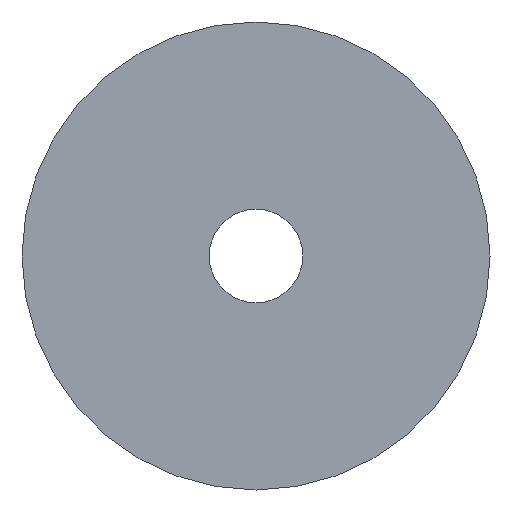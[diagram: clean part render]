
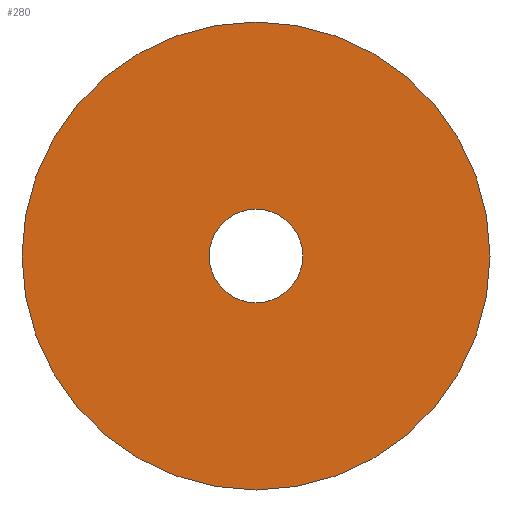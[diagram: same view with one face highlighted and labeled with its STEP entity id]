
A CAD part, front view. The second image highlights one B-rep face of the part: STEP entity #280.
In plain terms, the highlighted planar face has unit normal (0, -1, 0).
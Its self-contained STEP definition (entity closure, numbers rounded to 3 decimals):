
#27 = CARTESIAN_POINT ( 'NONE',  ( 0., 0., 0. ) ) ;
#53 = AXIS2_PLACEMENT_3D ( 'NONE', #361, #468, #74 ) ;
#58 = CARTESIAN_POINT ( 'NONE',  ( 0., 0., 17. ) ) ;
#74 = DIRECTION ( 'NONE',  ( 0., 0., -1. ) ) ;
#75 = FACE_OUTER_BOUND ( 'NONE', #225, .T. ) ;
#76 = AXIS2_PLACEMENT_3D ( 'NONE', #196, #118, #203 ) ;
#83 = CARTESIAN_POINT ( 'NONE',  ( 0., 0., 0. ) ) ;
#87 = VERTEX_POINT ( 'NONE', #58 ) ;
#88 = DIRECTION ( 'NONE',  ( 0., -1., 0. ) ) ;
#91 = ORIENTED_EDGE ( 'NONE', *, *, #223, .F. ) ;
#99 = ORIENTED_EDGE ( 'NONE', *, *, #503, .T. ) ;
#118 = DIRECTION ( 'NONE',  ( 0., -1., 0. ) ) ;
#120 = CARTESIAN_POINT ( 'NONE',  ( 0., 0., 0. ) ) ;
#158 = CARTESIAN_POINT ( 'NONE',  ( 0., 0., -17. ) ) ;
#162 = DIRECTION ( 'NONE',  ( 0., -1., 0. ) ) ;
#193 = ORIENTED_EDGE ( 'NONE', *, *, #269, .T. ) ;
#196 = CARTESIAN_POINT ( 'NONE',  ( 0., 0., 0. ) ) ;
#199 = DIRECTION ( 'NONE',  ( 0., 0., -1. ) ) ;
#203 = DIRECTION ( 'NONE',  ( 0., 0., -1. ) ) ;
#216 = CIRCLE ( 'NONE', #53, 3.4 ) ;
#223 = EDGE_CURVE ( 'NONE', #407, #249, #216, .T. ) ;
#225 = EDGE_LOOP ( 'NONE', ( #99, #193 ) ) ;
#236 = CARTESIAN_POINT ( 'NONE',  ( 0., 0., -3.4 ) ) ;
#240 = EDGE_LOOP ( 'NONE', ( #428, #91 ) ) ;
#241 = CARTESIAN_POINT ( 'NONE',  ( 0., 0., 3.4 ) ) ;
#249 = VERTEX_POINT ( 'NONE', #241 ) ;
#269 = EDGE_CURVE ( 'NONE', #87, #442, #272, .T. ) ;
#272 = CIRCLE ( 'NONE', #523, 17. ) ;
#280 = ADVANCED_FACE ( 'NONE', ( #433, #75 ), #415, .T. ) ;
#299 = DIRECTION ( 'NONE',  ( 0., 0., -1. ) ) ;
#308 = AXIS2_PLACEMENT_3D ( 'NONE', #27, #460, #455 ) ;
#341 = CIRCLE ( 'NONE', #308, 3.4 ) ;
#354 = EDGE_CURVE ( 'NONE', #249, #407, #341, .T. ) ;
#361 = CARTESIAN_POINT ( 'NONE',  ( 0., 0., 0. ) ) ;
#407 = VERTEX_POINT ( 'NONE', #236 ) ;
#415 = PLANE ( 'NONE',  #76 ) ;
#428 = ORIENTED_EDGE ( 'NONE', *, *, #354, .F. ) ;
#430 = CIRCLE ( 'NONE', #555, 17. ) ;
#433 = FACE_BOUND ( 'NONE', #240, .T. ) ;
#442 = VERTEX_POINT ( 'NONE', #158 ) ;
#455 = DIRECTION ( 'NONE',  ( 0., 0., -1. ) ) ;
#460 = DIRECTION ( 'NONE',  ( 0., -1., 0. ) ) ;
#468 = DIRECTION ( 'NONE',  ( 0., -1., 0. ) ) ;
#503 = EDGE_CURVE ( 'NONE', #442, #87, #430, .T. ) ;
#523 = AXIS2_PLACEMENT_3D ( 'NONE', #120, #162, #199 ) ;
#555 = AXIS2_PLACEMENT_3D ( 'NONE', #83, #88, #299 ) ;
